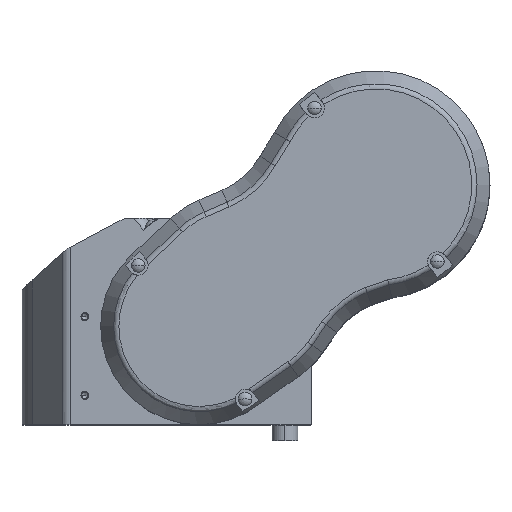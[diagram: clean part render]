
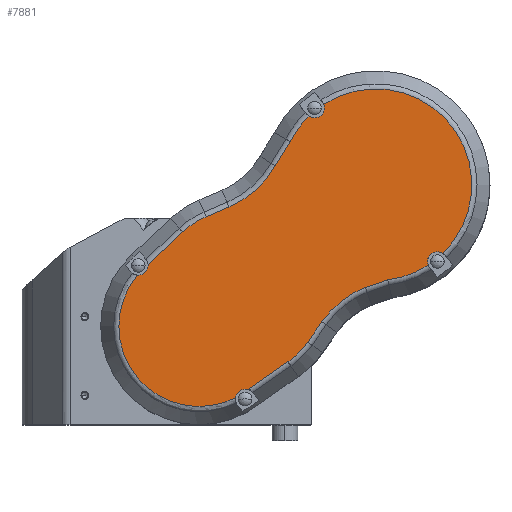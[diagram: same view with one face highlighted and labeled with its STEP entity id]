
A CAD part, top view. The second image highlights one B-rep face of the part: STEP entity #7881.
In plain terms, the highlighted planar face has unit normal (0, 0, 1).
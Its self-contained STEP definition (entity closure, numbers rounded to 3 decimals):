
#1989=CARTESIAN_POINT('',(131.23,82.96,99.));
#1990=DIRECTION('',(0.,0.,-1.));
#1991=DIRECTION('',(-0.93,-0.366,0.));
#1992=AXIS2_PLACEMENT_3D('',#1989,#1990,#1991);
#1994=CARTESIAN_POINT('',(100.,122.,99.));
#1995=DIRECTION('',(0.,0.,1.));
#1996=DIRECTION('',(0.122,-0.993,0.));
#1997=AXIS2_PLACEMENT_3D('',#1994,#1995,#1996);
#1999=DIRECTION('',(0.946,0.326,0.));
#2000=VECTOR('',#1999,11.89);
#2001=CARTESIAN_POINT('',(94.687,69.737,98.999));
#2002=LINE('',#2001,#2000);
#2003=CARTESIAN_POINT('',(112.857,24.063,99.));
#2004=DIRECTION('',(0.,0.,-1.));
#2005=DIRECTION('',(-0.819,0.574,0.));
#2006=AXIS2_PLACEMENT_3D('',#2003,#2004,#2005);
#2008=DIRECTION('',(0.574,0.819,0.));
#2009=VECTOR('',#2008,12.66);
#2010=CARTESIAN_POINT('',(65.255,41.939,99.));
#2011=LINE('',#2010,#2009);
#2012=CARTESIAN_POINT('',(31.871,65.314,99.));
#2013=DIRECTION('',(0.,0.,1.));
#2014=DIRECTION('',(0.574,-0.819,0.));
#2015=AXIS2_PLACEMENT_3D('',#2012,#2013,#2014);
#2017=CARTESIAN_POINT('',(55.189,32.013,99.));
#2018=CARTESIAN_POINT('',(55.199,31.999,99.));
#2019=CARTESIAN_POINT('',(55.218,31.972,99.));
#2020=CARTESIAN_POINT('',(55.237,31.945,98.999));
#2021=CARTESIAN_POINT('',(55.247,31.931,98.999));
#2023=DIRECTION('',(0.819,0.574,0.));
#2024=VECTOR('',#2023,23.847);
#2025=CARTESIAN_POINT('',(35.655,18.335,99.));
#2026=LINE('',#2025,#2024);
#2027=CARTESIAN_POINT('',(10.,50.,99.));
#2028=DIRECTION('',(0.,0.,1.));
#2029=DIRECTION('',(0.614,-0.789,0.));
#2030=AXIS2_PLACEMENT_3D('',#2027,#2028,#2029);
#2032=CARTESIAN_POINT('',(33.47,13.07,99.));
#2033=DIRECTION('',(0.,0.,-1.));
#2034=DIRECTION('',(-0.992,0.124,0.));
#2035=AXIS2_PLACEMENT_3D('',#2032,#2033,#2034);
#2037=CARTESIAN_POINT('',(10.,50.,99.));
#2038=DIRECTION('',(0.,0.,1.));
#2039=DIRECTION('',(-1.,0.,0.));
#2040=AXIS2_PLACEMENT_3D('',#2037,#2038,#2039);
#2042=CARTESIAN_POINT('',(10.,50.,99.));
#2043=DIRECTION('',(0.,0.,1.));
#2044=DIRECTION('',(-0.77,0.639,0.));
#2045=AXIS2_PLACEMENT_3D('',#2042,#2043,#2044);
#2047=CARTESIAN_POINT('',(-20.88,81.,99.));
#2048=DIRECTION('',(0.,0.,-1.));
#2049=DIRECTION('',(1.,0.,0.));
#2050=AXIS2_PLACEMENT_3D('',#2047,#2048,#2049);
#2052=CARTESIAN_POINT('',(-20.88,81.,99.));
#2053=DIRECTION('',(0.,0.,-1.));
#2054=DIRECTION('',(0.994,0.112,0.));
#2055=AXIS2_PLACEMENT_3D('',#2052,#2053,#2054);
#2057=DIRECTION('',(-0.731,-0.682,0.));
#2058=VECTOR('',#2057,24.126);
#2059=CARTESIAN_POINT('',(1.733,98.015,99.));
#2060=LINE('',#2059,#2058);
#2061=CARTESIAN_POINT('',(29.527,68.209,99.));
#2062=DIRECTION('',(0.,0.,1.));
#2063=DIRECTION('',(-0.391,0.921,0.));
#2064=AXIS2_PLACEMENT_3D('',#2061,#2062,#2063);
#2066=DIRECTION('',(-0.921,-0.391,0.));
#2067=VECTOR('',#2066,12.66);
#2068=CARTESIAN_POINT('',(25.257,110.67,99.));
#2069=LINE('',#2068,#2067);
#2070=CARTESIAN_POINT('',(6.015,156.001,99.));
#2071=DIRECTION('',(0.,0.,-1.));
#2072=DIRECTION('',(0.869,-0.495,0.));
#2073=AXIS2_PLACEMENT_3D('',#2070,#2071,#2072);
#2075=DIRECTION('',(-0.529,-0.849,0.));
#2076=VECTOR('',#2075,14.54);
#2077=CARTESIAN_POINT('',(56.478,143.97,99.));
#2078=LINE('',#2077,#2076);
#2079=CARTESIAN_POINT('',(100.,122.,99.));
#2080=DIRECTION('',(0.,0.,1.));
#2081=DIRECTION('',(-0.698,0.716,0.));
#2082=AXIS2_PLACEMENT_3D('',#2079,#2080,#2081);
#2084=CARTESIAN_POINT('',(68.77,161.04,99.));
#2085=DIRECTION('',(0.,0.,-1.));
#2086=DIRECTION('',(1.,0.,0.));
#2087=AXIS2_PLACEMENT_3D('',#2084,#2085,#2086);
#2089=CARTESIAN_POINT('',(68.77,161.04,99.));
#2090=DIRECTION('',(0.,0.,-1.));
#2091=DIRECTION('',(0.93,0.366,0.));
#2092=AXIS2_PLACEMENT_3D('',#2089,#2090,#2091);
#2094=CARTESIAN_POINT('',(100.,122.,99.));
#2095=DIRECTION('',(0.,0.,1.));
#2096=DIRECTION('',(0.698,-0.716,0.));
#2097=AXIS2_PLACEMENT_3D('',#2094,#2095,#2096);
#2198=CARTESIAN_POINT('',(73.422,162.872,99.));
#2210=CARTESIAN_POINT('',(56.478,143.97,99.));
#2343=CARTESIAN_POINT('',(105.929,73.608,99.));
#2507=CARTESIAN_POINT('',(94.687,69.737,98.999));
#2508=CARTESIAN_POINT('',(94.682,69.752,98.999));
#2509=CARTESIAN_POINT('',(94.672,69.78,99.));
#2510=CARTESIAN_POINT('',(94.662,69.809,99.));
#2511=CARTESIAN_POINT('',(94.657,69.823,99.));
#2590=CARTESIAN_POINT('',(28.509,13.692,99.));
#2783=CARTESIAN_POINT('',(-15.912,81.56,99.));
#2797=CARTESIAN_POINT('',(-21.363,76.023,99.));
#3973=VERTEX_POINT('',#2783);
#3974=CARTESIAN_POINT('',(1.733,98.015,99.));
#3975=VERTEX_POINT('',#3974);
#4061=VERTEX_POINT('',#2797);
#4062=CARTESIAN_POINT('',(-15.88,81.,99.));
#4063=VERTEX_POINT('',#4062);
#4148=VERTEX_POINT('',#2590);
#4149=CARTESIAN_POINT('',(-30.753,50.,99.));
#4150=VERTEX_POINT('',#4149);
#4157=CARTESIAN_POINT('',(13.603,105.723,99.));
#4158=VERTEX_POINT('',#4157);
#4201=VERTEX_POINT('',#2198);
#4202=CARTESIAN_POINT('',(134.039,87.096,99.));
#4203=VERTEX_POINT('',#4202);
#4287=CARTESIAN_POINT('',(73.77,161.04,99.));
#4288=CARTESIAN_POINT('',(65.961,156.904,99.));
#4289=VERTEX_POINT('',#4287);
#4290=VERTEX_POINT('',#4288);
#4325=VERTEX_POINT('',#2343);
#4326=CARTESIAN_POINT('',(94.687,69.737,98.999));
#4327=VERTEX_POINT('',#4326);
#4357=VERTEX_POINT('',#2210);
#4361=CARTESIAN_POINT('',(48.788,131.63,99.));
#4362=VERTEX_POINT('',#4361);
#4514=CARTESIAN_POINT('',(65.255,41.939,99.));
#4515=VERTEX_POINT('',#4514);
#4516=CARTESIAN_POINT('',(55.247,31.931,99.));
#4517=VERTEX_POINT('',#4516);
#4531=CARTESIAN_POINT('',(25.257,110.67,99.));
#4532=VERTEX_POINT('',#4531);
#4543=CARTESIAN_POINT('',(126.578,81.128,99.));
#4544=VERTEX_POINT('',#4543);
#4545=CARTESIAN_POINT('',(35.013,17.826,99.));
#4546=VERTEX_POINT('',#4545);
#4547=CARTESIAN_POINT('',(35.655,18.335,99.));
#4548=VERTEX_POINT('',#4547);
#4549=CARTESIAN_POINT('',(55.189,32.013,99.));
#4550=VERTEX_POINT('',#4549);
#4551=CARTESIAN_POINT('',(72.516,52.31,99.));
#4552=VERTEX_POINT('',#4551);
#4553=CARTESIAN_POINT('',(94.657,69.823,99.));
#4554=VERTEX_POINT('',#4553);
#7827=CARTESIAN_POINT('',(10.,90.753,99.));
#7828=DIRECTION('',(0.,0.,-1.));
#7829=DIRECTION('',(-1.,0.,0.));
#7830=AXIS2_PLACEMENT_3D('',#7827,#7828,#7829);
#7831=PLANE('',#7830);
#7833=ORIENTED_EDGE('',*,*,#7832,.F.);
#7835=ORIENTED_EDGE('',*,*,#7834,.F.);
#7837=ORIENTED_EDGE('',*,*,#7836,.F.);
#7839=ORIENTED_EDGE('',*,*,#7838,.T.);
#7841=ORIENTED_EDGE('',*,*,#7840,.F.);
#7843=ORIENTED_EDGE('',*,*,#7842,.F.);
#7845=ORIENTED_EDGE('',*,*,#7844,.F.);
#7847=ORIENTED_EDGE('',*,*,#7846,.F.);
#7849=ORIENTED_EDGE('',*,*,#7848,.F.);
#7851=ORIENTED_EDGE('',*,*,#7850,.F.);
#7853=ORIENTED_EDGE('',*,*,#7852,.F.);
#7855=ORIENTED_EDGE('',*,*,#7854,.F.);
#7857=ORIENTED_EDGE('',*,*,#7856,.F.);
#7859=ORIENTED_EDGE('',*,*,#7858,.F.);
#7861=ORIENTED_EDGE('',*,*,#7860,.F.);
#7863=ORIENTED_EDGE('',*,*,#7862,.F.);
#7864=ORIENTED_EDGE('',*,*,#7810,.F.);
#7866=ORIENTED_EDGE('',*,*,#7865,.F.);
#7868=ORIENTED_EDGE('',*,*,#7867,.F.);
#7870=ORIENTED_EDGE('',*,*,#7869,.F.);
#7872=ORIENTED_EDGE('',*,*,#7871,.F.);
#7874=ORIENTED_EDGE('',*,*,#7873,.F.);
#7876=ORIENTED_EDGE('',*,*,#7875,.F.);
#7878=ORIENTED_EDGE('',*,*,#7877,.F.);
#7879=EDGE_LOOP('',(#7833,#7835,#7837,#7839,#7841,#7843,#7845,#7847,#7849,#7851,
#7853,#7855,#7857,#7859,#7861,#7863,#7864,#7866,#7868,#7870,#7872,#7874,#7876,
#7878));
#7880=FACE_OUTER_BOUND('',#7879,.F.);
#1993=CIRCLE('',#1992,5.);
#1998=CIRCLE('',#1997,48.753);
#2007=CIRCLE('',#2006,49.247);
#2016=CIRCLE('',#2015,40.753);
#2022=B_SPLINE_CURVE_WITH_KNOTS('',3,(#2017,#2018,#2019,#2020,#2021),
.UNSPECIFIED.,.F.,.F.,(4,1,4),(0.,0.5,1.),.UNSPECIFIED.);
#2031=CIRCLE('',#2030,40.753);
#2036=CIRCLE('',#2035,5.);
#2041=CIRCLE('',#2040,40.753);
#2046=CIRCLE('',#2045,40.753);
#2051=CIRCLE('',#2050,5.);
#2056=CIRCLE('',#2055,5.);
#2065=CIRCLE('',#2064,40.753);
#2074=CIRCLE('',#2073,49.247);
#2083=CIRCLE('',#2082,48.753);
#2088=CIRCLE('',#2087,5.);
#2093=CIRCLE('',#2092,5.);
#2098=CIRCLE('',#2097,48.753);
#2512=B_SPLINE_CURVE_WITH_KNOTS('',3,(#2507,#2508,#2509,#2510,#2511),
.UNSPECIFIED.,.F.,.F.,(4,1,4),(0.,0.5,1.),.UNSPECIFIED.);
#7810=EDGE_CURVE('',#4158,#3975,#2065,.T.);
#7832=EDGE_CURVE('',#4544,#4203,#1993,.T.);
#7834=EDGE_CURVE('',#4325,#4544,#1998,.T.);
#7836=EDGE_CURVE('',#4327,#4325,#2002,.T.);
#7838=EDGE_CURVE('',#4327,#4554,#2512,.T.);
#7840=EDGE_CURVE('',#4552,#4554,#2007,.T.);
#7842=EDGE_CURVE('',#4515,#4552,#2011,.T.);
#7844=EDGE_CURVE('',#4517,#4515,#2016,.T.);
#7846=EDGE_CURVE('',#4550,#4517,#2022,.T.);
#7848=EDGE_CURVE('',#4548,#4550,#2026,.T.);
#7850=EDGE_CURVE('',#4546,#4548,#2031,.T.);
#7852=EDGE_CURVE('',#4148,#4546,#2036,.T.);
#7854=EDGE_CURVE('',#4150,#4148,#2041,.T.);
#7856=EDGE_CURVE('',#4061,#4150,#2046,.T.);
#7858=EDGE_CURVE('',#4063,#4061,#2051,.T.);
#7860=EDGE_CURVE('',#3973,#4063,#2056,.T.);
#7862=EDGE_CURVE('',#3975,#3973,#2060,.T.);
#7865=EDGE_CURVE('',#4532,#4158,#2069,.T.);
#7867=EDGE_CURVE('',#4362,#4532,#2074,.T.);
#7869=EDGE_CURVE('',#4357,#4362,#2078,.T.);
#7871=EDGE_CURVE('',#4290,#4357,#2083,.T.);
#7873=EDGE_CURVE('',#4289,#4290,#2088,.T.);
#7875=EDGE_CURVE('',#4201,#4289,#2093,.T.);
#7877=EDGE_CURVE('',#4203,#4201,#2098,.T.);
#7881=ADVANCED_FACE('',(#7880),#7831,.F.);
